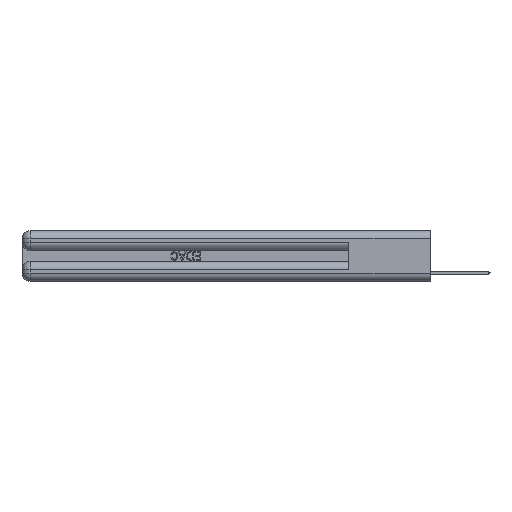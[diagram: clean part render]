
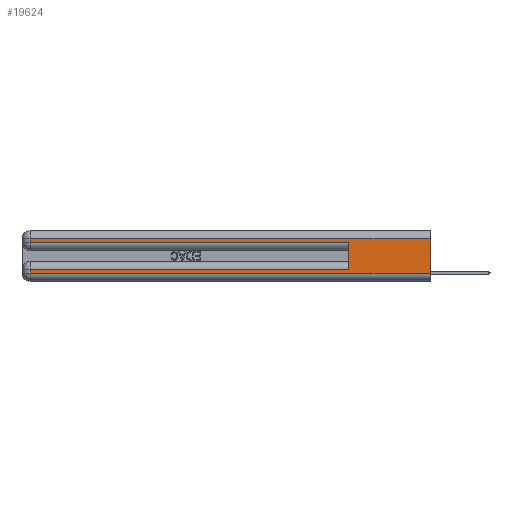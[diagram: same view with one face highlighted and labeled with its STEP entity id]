
A CAD part, left-side view. The second image highlights one B-rep face of the part: STEP entity #19624.
In plain terms, the highlighted planar face has unit normal (-1, 0, 0).
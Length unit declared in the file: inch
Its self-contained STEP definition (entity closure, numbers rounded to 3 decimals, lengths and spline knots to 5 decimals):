
#584 = LINE ( 'NONE', #4692, #15740 ) ;
#902 = LINE ( 'NONE', #15728, #2362 ) ;
#927 = ORIENTED_EDGE ( 'NONE', *, *, #28650, .T. ) ;
#1064 = EDGE_CURVE ( 'NONE', #19971, #4383, #29784, .T. ) ;
#1701 = CARTESIAN_POINT ( 'NONE',  ( 0., 0., 0.06 ) ) ;
#2362 = VECTOR ( 'NONE', #6614, 39.37008 ) ;
#2422 = EDGE_LOOP ( 'NONE', ( #9615, #9778, #14030, #3020, #5383, #24707, #927, #21641 ) ) ;
#2470 = VECTOR ( 'NONE', #16399, 39.37008 ) ;
#2999 = VECTOR ( 'NONE', #21006, 39.37008 ) ;
#3020 = ORIENTED_EDGE ( 'NONE', *, *, #28193, .T. ) ;
#3350 = VECTOR ( 'NONE', #10760, 39.37008 ) ;
#3828 = VERTEX_POINT ( 'NONE', #24057 ) ;
#4192 = DIRECTION ( 'NONE',  ( 0., -1., 0. ) ) ;
#4204 = PLANE ( 'NONE',  #26588 ) ;
#4343 = VERTEX_POINT ( 'NONE', #17979 ) ;
#4383 = VERTEX_POINT ( 'NONE', #8105 ) ;
#4507 = CARTESIAN_POINT ( 'NONE',  ( 0., 2.94, 0.37 ) ) ;
#4692 = CARTESIAN_POINT ( 'NONE',  ( 0., 0., 0.285 ) ) ;
#5383 = ORIENTED_EDGE ( 'NONE', *, *, #13774, .F. ) ;
#6005 = VECTOR ( 'NONE', #24103, 39.37008 ) ;
#6614 = DIRECTION ( 'NONE',  ( 0., 0., -1. ) ) ;
#7499 = CARTESIAN_POINT ( 'NONE',  ( 0., 0.6, 0.285 ) ) ;
#7635 = EDGE_CURVE ( 'NONE', #26726, #4383, #29782, .T. ) ;
#7801 = CARTESIAN_POINT ( 'NONE',  ( 0., 0., 0.31 ) ) ;
#8105 = CARTESIAN_POINT ( 'NONE',  ( 0., 0., 0.06 ) ) ;
#8234 = LINE ( 'NONE', #14088, #2470 ) ;
#8520 = EDGE_CURVE ( 'NONE', #3828, #4343, #15236, .T. ) ;
#9527 = FACE_OUTER_BOUND ( 'NONE', #2422, .T. ) ;
#9615 = ORIENTED_EDGE ( 'NONE', *, *, #7635, .F. ) ;
#9778 = ORIENTED_EDGE ( 'NONE', *, *, #13546, .T. ) ;
#9841 = EDGE_CURVE ( 'NONE', #17494, #25247, #14144, .T. ) ;
#10760 = DIRECTION ( 'NONE',  ( 0., 1., 0. ) ) ;
#13088 = CARTESIAN_POINT ( 'NONE',  ( 0., 0., 0.37 ) ) ;
#13546 = EDGE_CURVE ( 'NONE', #26726, #3828, #17966, .T. ) ;
#13774 = EDGE_CURVE ( 'NONE', #17494, #26785, #8234, .T. ) ;
#14030 = ORIENTED_EDGE ( 'NONE', *, *, #8520, .T. ) ;
#14088 = CARTESIAN_POINT ( 'NONE',  ( 0., 0.6, 0.145 ) ) ;
#14144 = LINE ( 'NONE', #15296, #3350 ) ;
#15236 = LINE ( 'NONE', #4507, #2999 ) ;
#15296 = CARTESIAN_POINT ( 'NONE',  ( 0., 0., 0.085 ) ) ;
#15728 = CARTESIAN_POINT ( 'NONE',  ( 0., 2.94, 0.37 ) ) ;
#15740 = VECTOR ( 'NONE', #25433, 39.37008 ) ;
#16399 = DIRECTION ( 'NONE',  ( 0., 0., 1. ) ) ;
#17494 = VERTEX_POINT ( 'NONE', #18923 ) ;
#17966 = LINE ( 'NONE', #25048, #19416 ) ;
#17979 = CARTESIAN_POINT ( 'NONE',  ( 0., 2.94, 0.285 ) ) ;
#18923 = CARTESIAN_POINT ( 'NONE',  ( 0., 0.6, 0.085 ) ) ;
#19110 = CARTESIAN_POINT ( 'NONE',  ( 0., 0., 0.37 ) ) ;
#19416 = VECTOR ( 'NONE', #29464, 39.37008 ) ;
#19624 = ADVANCED_FACE ( 'NONE', ( #9527 ), #4204, .F. ) ;
#19971 = VERTEX_POINT ( 'NONE', #26393 ) ;
#21006 = DIRECTION ( 'NONE',  ( 0., 0., -1. ) ) ;
#21641 = ORIENTED_EDGE ( 'NONE', *, *, #1064, .T. ) ;
#22105 = CARTESIAN_POINT ( 'NONE',  ( 0., 2.94, 0.085 ) ) ;
#22614 = DIRECTION ( 'NONE',  ( 0., 0., -1. ) ) ;
#24057 = CARTESIAN_POINT ( 'NONE',  ( 0., 2.94, 0.31 ) ) ;
#24103 = DIRECTION ( 'NONE',  ( 0., 0., -1. ) ) ;
#24707 = ORIENTED_EDGE ( 'NONE', *, *, #9841, .T. ) ;
#25048 = CARTESIAN_POINT ( 'NONE',  ( 0., 0., 0.31 ) ) ;
#25247 = VERTEX_POINT ( 'NONE', #22105 ) ;
#25433 = DIRECTION ( 'NONE',  ( 0., -1., 0. ) ) ;
#26393 = CARTESIAN_POINT ( 'NONE',  ( 0., 2.94, 0.06 ) ) ;
#26588 = AXIS2_PLACEMENT_3D ( 'NONE', #13088, #29266, #22614 ) ;
#26726 = VERTEX_POINT ( 'NONE', #7801 ) ;
#26785 = VERTEX_POINT ( 'NONE', #7499 ) ;
#28193 = EDGE_CURVE ( 'NONE', #4343, #26785, #584, .T. ) ;
#28650 = EDGE_CURVE ( 'NONE', #25247, #19971, #902, .T. ) ;
#29071 = VECTOR ( 'NONE', #4192, 39.37008 ) ;
#29266 = DIRECTION ( 'NONE',  ( 1., 0., 0. ) ) ;
#29464 = DIRECTION ( 'NONE',  ( 0., 1., 0. ) ) ;
#29782 = LINE ( 'NONE', #19110, #6005 ) ;
#29784 = LINE ( 'NONE', #1701, #29071 ) ;
